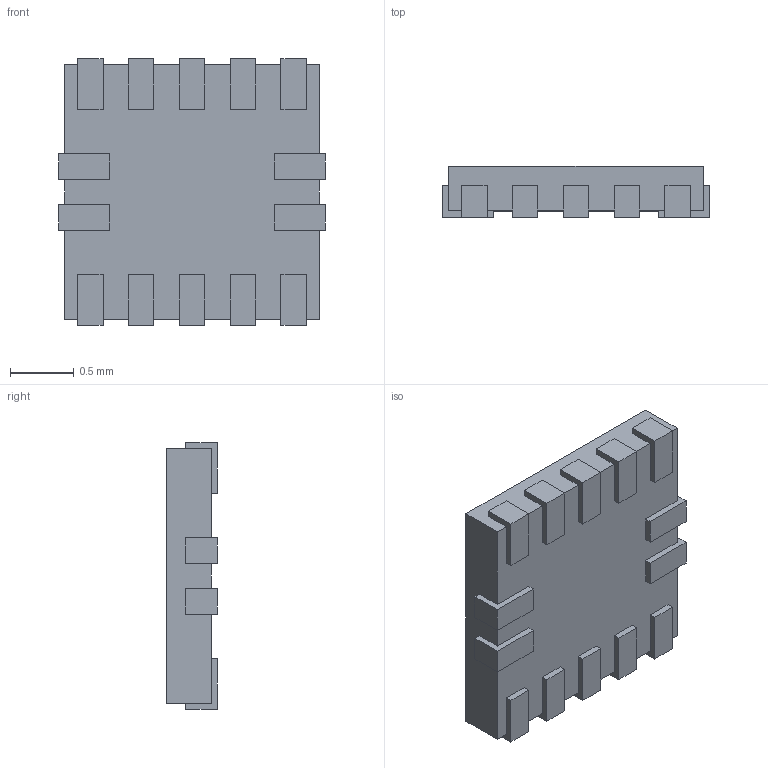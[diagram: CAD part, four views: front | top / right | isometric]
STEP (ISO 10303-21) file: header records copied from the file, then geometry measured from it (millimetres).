
FILE_DESCRIPTION (( 'STEP AP214' ), '1' );
FILE_NAME ( 'QFN_14_P40_200X200X40L40X20L.STEP', '2018-12-16T23:53:55', ( '' ), ( '' ), 'Part was generated with the free Library Expert Lite available at www.PCBLibraries.com. Removing line will violate the End User License Agreement.', '©2017 PCB Libraries, Inc.', '' );
FILE_SCHEMA (( 'AUTOMOTIVE_DESIGN' ));
Length unit declared in the file: millimetre
Products named in the file (1): QFN_14_P40_200X200X40L40X20L
Bounding box: 2.1 x 0.4 x 2.1 mm (x, y, z)
Volume: 1.5 mm3; surface area: 15.3 mm2
Topology: 15 solids, 15 shells, 121 faces, 270 edges, 180 vertices
Faces by surface type: plane 119, torus 2
Entity records: 3811 total; most frequent: CARTESIAN_POINT 572, ORIENTED_EDGE 540, DIRECTION 520, EDGE_CURVE 270, VECTOR 264, LINE 264, VERTEX_POINT 180, STYLED_ITEM 137
